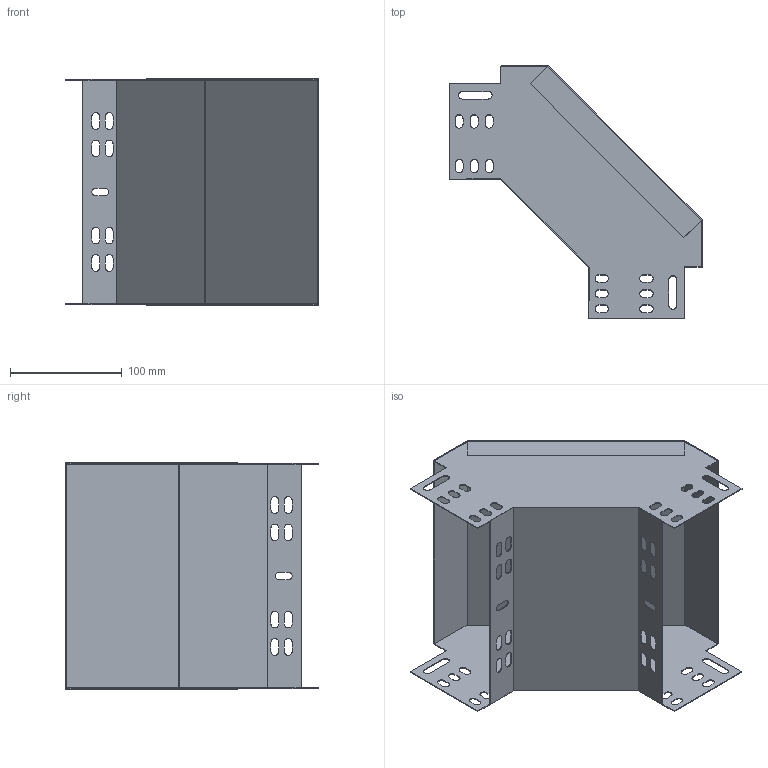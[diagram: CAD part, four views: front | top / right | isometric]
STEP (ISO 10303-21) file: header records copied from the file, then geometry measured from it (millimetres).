
FILE_DESCRIPTION (( 'STEP AP203' ), '1' );
FILE_NAME ('CLP1N-100-200-M-HDZ Ïîâîðîò íà 90 ãð. âåðòèêàëüíûé âíåøíèé 100õ200 IEK HDZ.STEP', '2016-03-02T07:26:55', ( '' ), ( '' ), 'SwSTEP 2.0', 'SolidWorks 2014', '' );
FILE_SCHEMA (( 'CONFIG_CONTROL_DESIGN' ));
Length unit declared in the file: millimetre
Products named in the file (1): CLP1N-100-200-M-HDZ Ïîâîðîò íà 90 ãð. âåðòèêàëüíûé âíåøíèé 100õ200 IEK HDZ
Bounding box: 226.37 x 226.37 x 203.2 mm (x, y, z)
Volume: 120281.2 mm3; surface area: 304179.1 mm2
Topology: 2 solids, 2 shells, 243 faces, 707 edges, 466 vertices
Faces by surface type: plane 149, cylinder 94
Entity records: 8272 total; most frequent: CARTESIAN_POINT 1430, ORIENTED_EDGE 1410, DIRECTION 1373, EDGE_CURVE 705, VECTOR 515, LINE 515, VERTEX_POINT 466, AXIS2_PLACEMENT_3D 429
